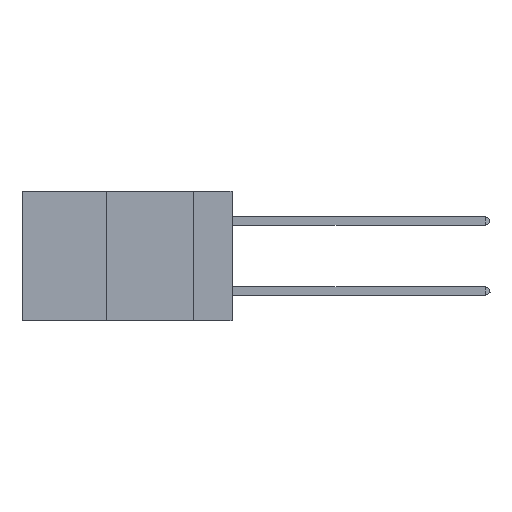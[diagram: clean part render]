
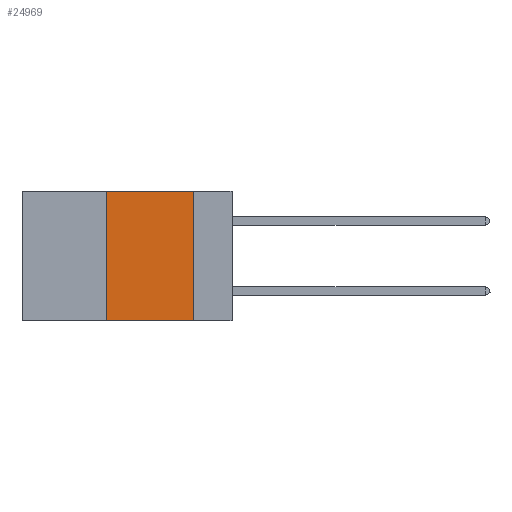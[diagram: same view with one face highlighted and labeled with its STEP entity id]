
A CAD part, left-side view. The second image highlights one B-rep face of the part: STEP entity #24969.
In plain terms, the highlighted planar face has unit normal (-1, 0, 0).
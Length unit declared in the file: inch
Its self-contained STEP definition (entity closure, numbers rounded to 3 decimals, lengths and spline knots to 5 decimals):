
#451 = VERTEX_POINT ( 'NONE', #11766 ) ;
#1097 = ORIENTED_EDGE ( 'NONE', *, *, #23139, .T. ) ;
#1847 = CARTESIAN_POINT ( 'NONE',  ( 0., 0.6, -0.37 ) ) ;
#1995 = LINE ( 'NONE', #13580, #26693 ) ;
#2231 = CARTESIAN_POINT ( 'NONE',  ( 0., 0.6, 0. ) ) ;
#2554 = VERTEX_POINT ( 'NONE', #5660 ) ;
#3473 = VECTOR ( 'NONE', #17636, 39.37008 ) ;
#3504 = PLANE ( 'NONE',  #15751 ) ;
#4980 = DIRECTION ( 'NONE',  ( 0., 0., 1. ) ) ;
#5616 = DIRECTION ( 'NONE',  ( 0., 0., -1. ) ) ;
#5660 = CARTESIAN_POINT ( 'NONE',  ( 0., 0.11, -0.37 ) ) ;
#6915 = CARTESIAN_POINT ( 'NONE',  ( 0., 0.36, -0.37 ) ) ;
#7082 = EDGE_CURVE ( 'NONE', #451, #2554, #26346, .T. ) ;
#7790 = EDGE_CURVE ( 'NONE', #29486, #451, #17331, .T. ) ;
#10747 = EDGE_LOOP ( 'NONE', ( #23306, #13496, #11392, #1097 ) ) ;
#11060 = DIRECTION ( 'NONE',  ( 0., -1., 0. ) ) ;
#11372 = DIRECTION ( 'NONE',  ( 0., 0., -1. ) ) ;
#11392 = ORIENTED_EDGE ( 'NONE', *, *, #12103, .F. ) ;
#11766 = CARTESIAN_POINT ( 'NONE',  ( 0., 0.11, 0. ) ) ;
#12103 = EDGE_CURVE ( 'NONE', #15961, #29486, #1995, .T. ) ;
#13496 = ORIENTED_EDGE ( 'NONE', *, *, #7790, .F. ) ;
#13580 = CARTESIAN_POINT ( 'NONE',  ( 0., 0.36, 0. ) ) ;
#14138 = VECTOR ( 'NONE', #11372, 39.37008 ) ;
#15751 = AXIS2_PLACEMENT_3D ( 'NONE', #26006, #17173, #5616 ) ;
#15961 = VERTEX_POINT ( 'NONE', #6915 ) ;
#17173 = DIRECTION ( 'NONE',  ( 1., 0., 0. ) ) ;
#17331 = LINE ( 'NONE', #2231, #19835 ) ;
#17636 = DIRECTION ( 'NONE',  ( 0., -1., 0. ) ) ;
#19835 = VECTOR ( 'NONE', #11060, 39.37008 ) ;
#20993 = FACE_OUTER_BOUND ( 'NONE', #10747, .T. ) ;
#22833 = CARTESIAN_POINT ( 'NONE',  ( 0., 0.11, 0. ) ) ;
#23139 = EDGE_CURVE ( 'NONE', #15961, #2554, #26420, .T. ) ;
#23306 = ORIENTED_EDGE ( 'NONE', *, *, #7082, .F. ) ;
#24704 = CARTESIAN_POINT ( 'NONE',  ( 0., 0.36, 0. ) ) ;
#24969 = ADVANCED_FACE ( 'NONE', ( #20993 ), #3504, .F. ) ;
#26006 = CARTESIAN_POINT ( 'NONE',  ( 0., 0.6, 0. ) ) ;
#26346 = LINE ( 'NONE', #22833, #14138 ) ;
#26420 = LINE ( 'NONE', #1847, #3473 ) ;
#26693 = VECTOR ( 'NONE', #4980, 39.37008 ) ;
#29486 = VERTEX_POINT ( 'NONE', #24704 ) ;
